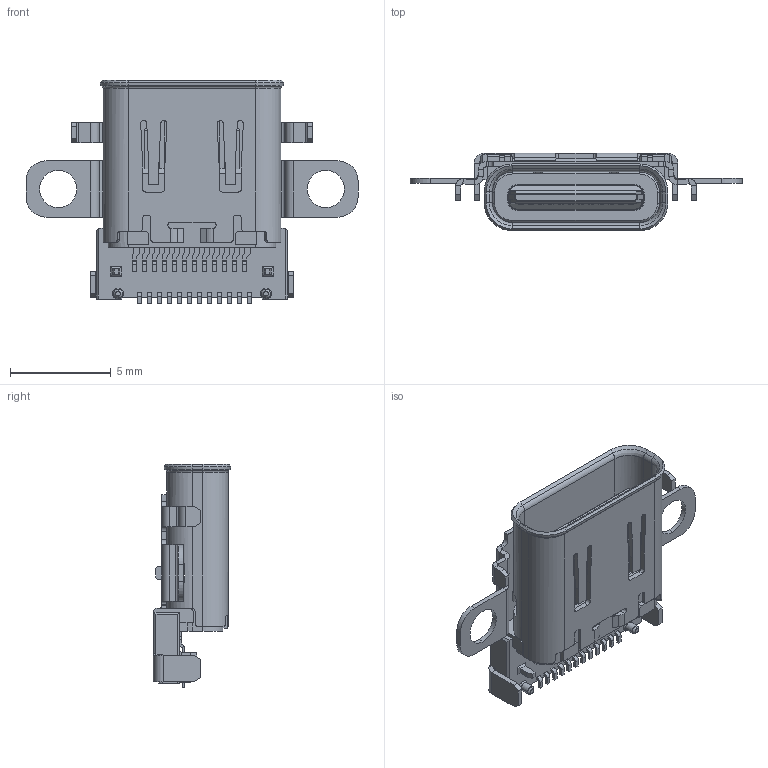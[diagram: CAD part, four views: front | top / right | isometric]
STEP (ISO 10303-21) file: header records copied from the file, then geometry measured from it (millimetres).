
FILE_DESCRIPTION (( 'STEP AP203' ), '1' );
FILE_NAME ('K3D-DX07BN24JA2-V1_JAE_Proprietary.STEP', '2018-10-17T09:25:14', ( '' ), ( '' ), 'SwSTEP 2.0', 'SolidWorks 2017', '' );
FILE_SCHEMA (( 'CONFIG_CONTROL_DESIGN' ));
Length unit declared in the file: millimetre
Products named in the file (1): K3D-DX07BN24JA2-V1_JAE_Proprietary
Bounding box: 16.5 x 3.86 x 11.1 mm (x, y, z)
Volume: 168.5 mm3; surface area: 625.3 mm2
Topology: 1 solids, 1 shells, 1342 faces, 3657 edges, 2300 vertices
Faces by surface type: plane 926, cylinder 302, cone 48, torus 32, bspline 18, sphere 16
Entity records: 42524 total; most frequent: CARTESIAN_POINT 8534, ORIENTED_EDGE 7282, DIRECTION 6857, EDGE_CURVE 3641, LINE 2815, VECTOR 2815, VERTEX_POINT 2300, AXIS2_PLACEMENT_3D 2021
